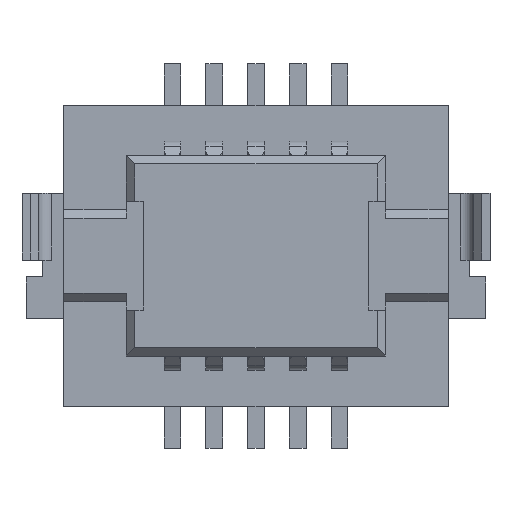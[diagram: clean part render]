
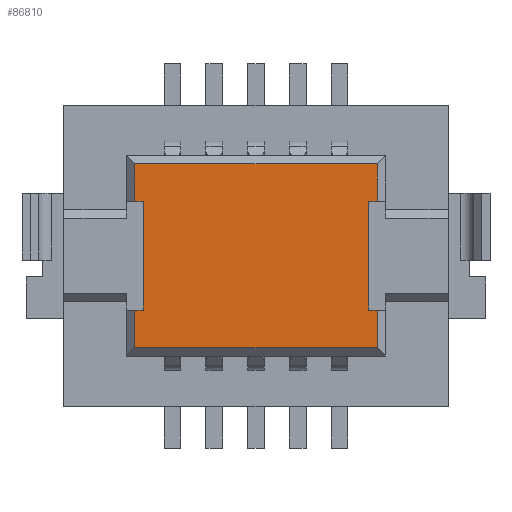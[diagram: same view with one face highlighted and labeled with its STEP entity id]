
A CAD part, top view. The second image highlights one B-rep face of the part: STEP entity #86810.
In plain terms, the highlighted planar face has unit normal (0, 0, 1).
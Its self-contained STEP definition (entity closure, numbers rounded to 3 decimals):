
#6690=CARTESIAN_POINT('',(-2.85,2.15,2.2));
#6700=VERTEX_POINT('',#6690);
#6730=CARTESIAN_POINT('',(0.,2.15,2.2));
#6740=DIRECTION('',(1.,0.,0.));
#6750=VECTOR('',#6740,1.);
#6760=LINE('',#6730,#6750);
#6770=CARTESIAN_POINT('',(-2.75,2.15,2.2));
#6780=VERTEX_POINT('',#6770);
#6790=EDGE_CURVE('',#6700,#6780,#6760,.T.);
#9590=CARTESIAN_POINT('',(-2.85,0.4,2.2));
#9600=VERTEX_POINT('',#9590);
#9750=CARTESIAN_POINT('',(-2.85,0.85,2.2));
#9760=VERTEX_POINT('',#9750);
#9790=CARTESIAN_POINT('',(-2.85,0.625,2.2));
#9800=DIRECTION('',(0.,-1.,0.));
#9810=VECTOR('',#9800,1.);
#9820=LINE('',#9790,#9810);
#9830=EDGE_CURVE('',#9760,#9600,#9820,.T.);
#10950=CARTESIAN_POINT('',(-2.75,0.,2.2));
#10960=DIRECTION('',(0.,-1.,0.));
#10970=VECTOR('',#10960,1.);
#10980=LINE('',#10950,#10970);
#10990=CARTESIAN_POINT('',(-2.75,0.85,2.2));
#11000=VERTEX_POINT('',#10990);
#11010=EDGE_CURVE('',#6780,#11000,#10980,.T.);
#18940=CARTESIAN_POINT('',(0.,0.85,2.2));
#18950=DIRECTION('',(-1.,0.,0.));
#18960=VECTOR('',#18950,1.);
#18970=LINE('',#18940,#18960);
#18980=EDGE_CURVE('',#11000,#9760,#18970,.T.);
#25620=CARTESIAN_POINT('',(-2.85,2.6,2.2));
#25630=VERTEX_POINT('',#25620);
#25660=CARTESIAN_POINT('',(-2.85,2.375,2.2));
#25670=DIRECTION('',(0.,-1.,0.));
#25680=VECTOR('',#25670,1.);
#25690=LINE('',#25660,#25680);
#25700=EDGE_CURVE('',#25630,#6700,#25690,.T.);
#86090=CARTESIAN_POINT('',(0.05,2.6,2.2));
#86100=VERTEX_POINT('',#86090);
#86130=CARTESIAN_POINT('',(0.,2.6,2.2));
#86140=DIRECTION('',(1.,0.,0.));
#86150=VECTOR('',#86140,1.);
#86160=LINE('',#86130,#86150);
#86170=EDGE_CURVE('',#25630,#86100,#86160,.T.);
#86220=CARTESIAN_POINT('',(-2.5,0.,2.2));
#86230=DIRECTION('',(0.,0.,1.));
#86240=DIRECTION('',(1.,0.,0.));
#86250=AXIS2_PLACEMENT_3D('',#86220,#86230,#86240);
#86260=PLANE('',#86250);
#86270=ORIENTED_EDGE('',*,*,#9830,.T.);
#86280=ORIENTED_EDGE('',*,*,#18980,.T.);
#86290=ORIENTED_EDGE('',*,*,#11010,.T.);
#86300=ORIENTED_EDGE('',*,*,#6790,.T.);
#86310=ORIENTED_EDGE('',*,*,#25700,.T.);
#86320=ORIENTED_EDGE('',*,*,#86170,.F.);
#86330=CARTESIAN_POINT('',(0.05,2.375,2.2));
#86340=DIRECTION('',(0.,1.,0.));
#86350=VECTOR('',#86340,1.);
#86360=LINE('',#86330,#86350);
#86370=CARTESIAN_POINT('',(0.05,2.15,2.2));
#86380=VERTEX_POINT('',#86370);
#86390=EDGE_CURVE('',#86380,#86100,#86360,.T.);
#86400=ORIENTED_EDGE('',*,*,#86390,.T.);
#86410=CARTESIAN_POINT('',(-2.5,2.15,2.2));
#86420=DIRECTION('',(1.,0.,0.));
#86430=VECTOR('',#86420,1.);
#86440=LINE('',#86410,#86430);
#86450=CARTESIAN_POINT('',(-0.05,2.15,2.2));
#86460=VERTEX_POINT('',#86450);
#86470=EDGE_CURVE('',#86460,#86380,#86440,.T.);
#86480=ORIENTED_EDGE('',*,*,#86470,.T.);
#86490=CARTESIAN_POINT('',(-0.05,0.,2.2));
#86500=DIRECTION('',(0.,1.,0.));
#86510=VECTOR('',#86500,1.);
#86520=LINE('',#86490,#86510);
#86530=CARTESIAN_POINT('',(-0.05,0.85,2.2));
#86540=VERTEX_POINT('',#86530);
#86550=EDGE_CURVE('',#86540,#86460,#86520,.T.);
#86560=ORIENTED_EDGE('',*,*,#86550,.T.);
#86570=CARTESIAN_POINT('',(-2.5,0.85,2.2));
#86580=DIRECTION('',(-1.,0.,0.));
#86590=VECTOR('',#86580,1.);
#86600=LINE('',#86570,#86590);
#86610=CARTESIAN_POINT('',(0.05,0.85,2.2));
#86620=VERTEX_POINT('',#86610);
#86630=EDGE_CURVE('',#86620,#86540,#86600,.T.);
#86640=ORIENTED_EDGE('',*,*,#86630,.T.);
#86650=CARTESIAN_POINT('',(0.05,0.625,2.2));
#86660=DIRECTION('',(0.,1.,0.));
#86670=VECTOR('',#86660,1.);
#86680=LINE('',#86650,#86670);
#86690=CARTESIAN_POINT('',(0.05,0.4,2.2));
#86700=VERTEX_POINT('',#86690);
#86710=EDGE_CURVE('',#86700,#86620,#86680,.T.);
#86720=ORIENTED_EDGE('',*,*,#86710,.T.);
#86730=CARTESIAN_POINT('',(0.,0.4,2.2));
#86740=DIRECTION('',(1.,0.,0.));
#86750=VECTOR('',#86740,1.);
#86760=LINE('',#86730,#86750);
#86770=EDGE_CURVE('',#9600,#86700,#86760,.T.);
#86780=ORIENTED_EDGE('',*,*,#86770,.T.);
#86790=EDGE_LOOP('',(#86780,#86720,#86640,#86560,#86480,#86400,#86320,
#86310,#86300,#86290,#86280,#86270));
#86800=FACE_OUTER_BOUND('',#86790,.T.);
#86810=ADVANCED_FACE('',(#86800),#86260,.T.);
